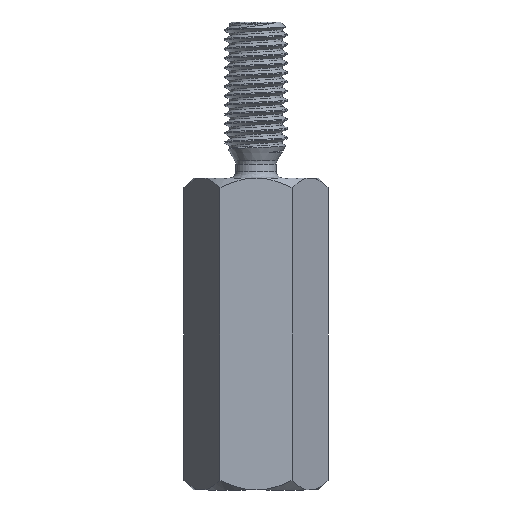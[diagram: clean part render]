
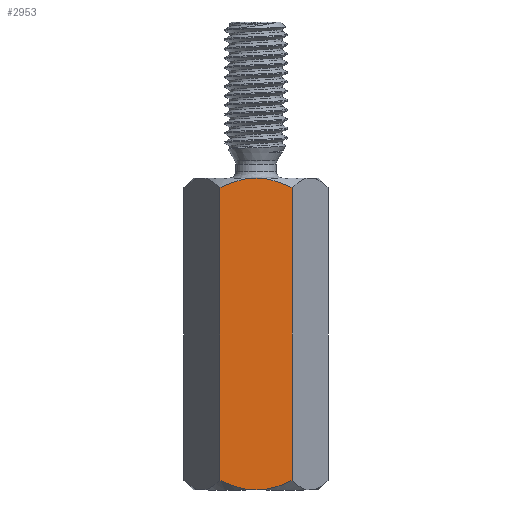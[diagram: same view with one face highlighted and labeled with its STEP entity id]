
A CAD part, front view. The second image highlights one B-rep face of the part: STEP entity #2953.
In plain terms, the highlighted planar face has unit normal (0, -1, 0).
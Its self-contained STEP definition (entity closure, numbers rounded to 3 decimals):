
#82 = CARTESIAN_POINT ( 'NONE',  ( -0.974, -2., -9.781 ) ) ;
#101 = VERTEX_POINT ( 'NONE', #2802 ) ;
#287 = EDGE_CURVE ( 'NONE', #3558, #2407, #2605, .T. ) ;
#290 = CARTESIAN_POINT ( 'NONE',  ( 1.155, -2., -10. ) ) ;
#442 = CARTESIAN_POINT ( 'NONE',  ( 0., -2., 0. ) ) ;
#496 = CARTESIAN_POINT ( 'NONE',  ( 0.203, -2., -10. ) ) ;
#598 = LINE ( 'NONE', #290, #1307 ) ;
#683 = CARTESIAN_POINT ( 'NONE',  ( -1.155, -2., -10. ) ) ;
#827 = CARTESIAN_POINT ( 'NONE',  ( 0.789, -2., -0.142 ) ) ;
#850 = DIRECTION ( 'NONE',  ( 1., 0., 0. ) ) ;
#864 = EDGE_CURVE ( 'NONE', #101, #2107, #1016, .T. ) ;
#916 = EDGE_CURVE ( 'NONE', #3558, #5096, #598, .T. ) ;
#1016 = LINE ( 'NONE', #683, #4110 ) ;
#1307 = VECTOR ( 'NONE', #4281, 1000. ) ;
#1317 = CARTESIAN_POINT ( 'NONE',  ( 1.155, -2., -0.309 ) ) ;
#1325 = B_SPLINE_CURVE_WITH_KNOTS ( 'NONE', 3,
 ( #2085, #82, #1487, #2613, #4958, #3439 ),
 .UNSPECIFIED., .F., .F.,
 ( 4, 2, 4 ),
 ( 0., 0.001, 0.001 ),
 .UNSPECIFIED. ) ;
#1487 = CARTESIAN_POINT ( 'NONE',  ( -0.789, -2., -9.858 ) ) ;
#1633 = EDGE_CURVE ( 'NONE', #2107, #2407, #4271, .T. ) ;
#1649 = ORIENTED_EDGE ( 'NONE', *, *, #1633, .F. ) ;
#1722 = AXIS2_PLACEMENT_3D ( 'NONE', #3279, #4466, #850 ) ;
#1732 = CARTESIAN_POINT ( 'NONE',  ( 0., -2., 0. ) ) ;
#1892 = DIRECTION ( 'NONE',  ( 0., 0., 1. ) ) ;
#2035 = CARTESIAN_POINT ( 'NONE',  ( 0., -2., -10. ) ) ;
#2085 = CARTESIAN_POINT ( 'NONE',  ( -1.155, -2., -9.691 ) ) ;
#2107 = VERTEX_POINT ( 'NONE', #3801 ) ;
#2407 = VERTEX_POINT ( 'NONE', #1732 ) ;
#2441 = CARTESIAN_POINT ( 'NONE',  ( -0.204, -2., 0. ) ) ;
#2460 = EDGE_CURVE ( 'NONE', #2835, #5096, #3526, .T. ) ;
#2462 = CARTESIAN_POINT ( 'NONE',  ( 0.405, -2., -0.032 ) ) ;
#2468 = CARTESIAN_POINT ( 'NONE',  ( 0.4, -2., -9.969 ) ) ;
#2534 = FACE_OUTER_BOUND ( 'NONE', #4786, .T. ) ;
#2587 = CARTESIAN_POINT ( 'NONE',  ( 1.155, -2., -9.691 ) ) ;
#2605 = B_SPLINE_CURVE_WITH_KNOTS ( 'NONE', 3,
 ( #1317, #4874, #827, #2462, #4062, #442 ),
 .UNSPECIFIED., .F., .F.,
 ( 4, 2, 4 ),
 ( 0., 0.001, 0.001 ),
 .UNSPECIFIED. ) ;
#2613 = CARTESIAN_POINT ( 'NONE',  ( -0.405, -2., -9.968 ) ) ;
#2802 = CARTESIAN_POINT ( 'NONE',  ( -1.155, -2., -9.691 ) ) ;
#2833 = CARTESIAN_POINT ( 'NONE',  ( -0.789, -2., -0.142 ) ) ;
#2835 = VERTEX_POINT ( 'NONE', #5225 ) ;
#2953 = ADVANCED_FACE ( 'NONE', ( #2534 ), #4136, .T. ) ;
#3218 = ORIENTED_EDGE ( 'NONE', *, *, #2460, .T. ) ;
#3279 = CARTESIAN_POINT ( 'NONE',  ( -1.155, -2., -10. ) ) ;
#3360 = CARTESIAN_POINT ( 'NONE',  ( -0.974, -2., -0.219 ) ) ;
#3439 = CARTESIAN_POINT ( 'NONE',  ( 0., -2., -10. ) ) ;
#3526 = B_SPLINE_CURVE_WITH_KNOTS ( 'NONE', 3,
 ( #2035, #496, #2468, #4090, #4523, #3659 ),
 .UNSPECIFIED., .F., .F.,
 ( 4, 2, 4 ),
 ( 0., 0.001, 0.001 ),
 .UNSPECIFIED. ) ;
#3558 = VERTEX_POINT ( 'NONE', #4607 ) ;
#3659 = CARTESIAN_POINT ( 'NONE',  ( 1.155, -2., -9.691 ) ) ;
#3801 = CARTESIAN_POINT ( 'NONE',  ( -1.155, -2., -0.309 ) ) ;
#4041 = CARTESIAN_POINT ( 'NONE',  ( 0., -2., 0. ) ) ;
#4062 = CARTESIAN_POINT ( 'NONE',  ( 0.204, -2., 0. ) ) ;
#4090 = CARTESIAN_POINT ( 'NONE',  ( 0.787, -2., -9.859 ) ) ;
#4110 = VECTOR ( 'NONE', #1892, 1000. ) ;
#4136 = PLANE ( 'NONE',  #1722 ) ;
#4143 = ORIENTED_EDGE ( 'NONE', *, *, #287, .T. ) ;
#4210 = ORIENTED_EDGE ( 'NONE', *, *, #916, .F. ) ;
#4223 = EDGE_CURVE ( 'NONE', #101, #2835, #1325, .T. ) ;
#4271 = B_SPLINE_CURVE_WITH_KNOTS ( 'NONE', 3,
 ( #4981, #3360, #2833, #4446, #2441, #4041 ),
 .UNSPECIFIED., .F., .F.,
 ( 4, 2, 4 ),
 ( 0., 0.001, 0.001 ),
 .UNSPECIFIED. ) ;
#4281 = DIRECTION ( 'NONE',  ( 0., 0., -1. ) ) ;
#4358 = ORIENTED_EDGE ( 'NONE', *, *, #4223, .T. ) ;
#4445 = ORIENTED_EDGE ( 'NONE', *, *, #864, .F. ) ;
#4446 = CARTESIAN_POINT ( 'NONE',  ( -0.405, -2., -0.032 ) ) ;
#4466 = DIRECTION ( 'NONE',  ( 0., -1., 0. ) ) ;
#4523 = CARTESIAN_POINT ( 'NONE',  ( 0.974, -2., -9.781 ) ) ;
#4607 = CARTESIAN_POINT ( 'NONE',  ( 1.155, -2., -0.309 ) ) ;
#4786 = EDGE_LOOP ( 'NONE', ( #4210, #4143, #1649, #4445, #4358, #3218 ) ) ;
#4874 = CARTESIAN_POINT ( 'NONE',  ( 0.974, -2., -0.219 ) ) ;
#4958 = CARTESIAN_POINT ( 'NONE',  ( -0.204, -2., -10. ) ) ;
#4981 = CARTESIAN_POINT ( 'NONE',  ( -1.155, -2., -0.309 ) ) ;
#5096 = VERTEX_POINT ( 'NONE', #2587 ) ;
#5225 = CARTESIAN_POINT ( 'NONE',  ( 0., -2., -10. ) ) ;
